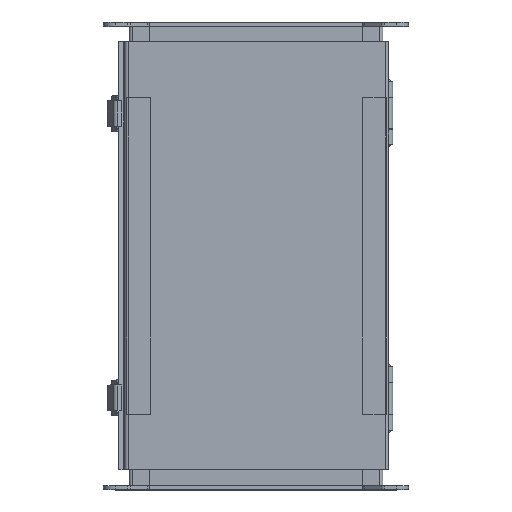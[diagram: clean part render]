
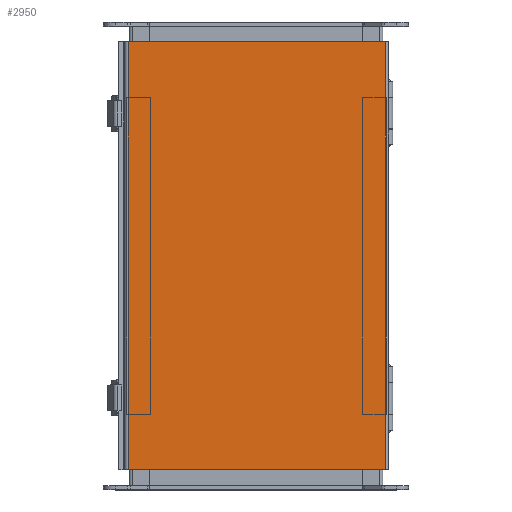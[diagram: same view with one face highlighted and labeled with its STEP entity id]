
A CAD part, top view. The second image highlights one B-rep face of the part: STEP entity #2950.
In plain terms, the highlighted planar face has unit normal (0, 0, 1).
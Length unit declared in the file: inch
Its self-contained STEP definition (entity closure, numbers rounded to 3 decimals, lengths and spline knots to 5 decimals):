
#57 = LINE ( 'NONE', #2250, #5905 ) ;
#77 = DIRECTION ( 'NONE',  ( -1., 0., 0. ) ) ;
#162 = VERTEX_POINT ( 'NONE', #7478 ) ;
#267 = EDGE_CURVE ( 'NONE', #7844, #6036, #6664, .T. ) ;
#593 = EDGE_CURVE ( 'NONE', #162, #3770, #57, .T. ) ;
#1063 = FACE_OUTER_BOUND ( 'NONE', #11708, .T. ) ;
#1091 = EDGE_CURVE ( 'NONE', #7844, #3770, #8077, .T. ) ;
#1642 = ORIENTED_EDGE ( 'NONE', *, *, #1091, .T. ) ;
#1818 = ORIENTED_EDGE ( 'NONE', *, *, #593, .F. ) ;
#2145 = ORIENTED_EDGE ( 'NONE', *, *, #8683, .F. ) ;
#2250 = CARTESIAN_POINT ( 'NONE',  ( 4.1145, 14.125, 8.172 ) ) ;
#2916 = LINE ( 'NONE', #4912, #7900 ) ;
#2950 = ADVANCED_FACE ( 'NONE', ( #1063 ), #10101, .T. ) ;
#3193 = CARTESIAN_POINT ( 'NONE',  ( 4.0785, 14.125, 8.172 ) ) ;
#3747 = CARTESIAN_POINT ( 'NONE',  ( -4.0355, 0.625, 8.172 ) ) ;
#3770 = VERTEX_POINT ( 'NONE', #11147 ) ;
#3924 = DIRECTION ( 'NONE',  ( 0., 1., 0. ) ) ;
#4912 = CARTESIAN_POINT ( 'NONE',  ( -4.0355, 14.125, 8.172 ) ) ;
#5134 = CARTESIAN_POINT ( 'NONE',  ( -4.0715, 14.125, 8.172 ) ) ;
#5457 = DIRECTION ( 'NONE',  ( -1., 0., 0. ) ) ;
#5656 = CARTESIAN_POINT ( 'NONE',  ( 4.0785, 0.625, 8.172 ) ) ;
#5905 = VECTOR ( 'NONE', #8400, 39.37008 ) ;
#6036 = VERTEX_POINT ( 'NONE', #3747 ) ;
#6366 = VECTOR ( 'NONE', #9285, 39.37008 ) ;
#6664 = LINE ( 'NONE', #5656, #12139 ) ;
#6708 = AXIS2_PLACEMENT_3D ( 'NONE', #5134, #9365, #77 ) ;
#7478 = CARTESIAN_POINT ( 'NONE',  ( -4.0355, 14.125, 8.172 ) ) ;
#7844 = VERTEX_POINT ( 'NONE', #11525 ) ;
#7900 = VECTOR ( 'NONE', #3924, 39.37008 ) ;
#8077 = LINE ( 'NONE', #3193, #6366 ) ;
#8400 = DIRECTION ( 'NONE',  ( 1., 0., 0. ) ) ;
#8683 = EDGE_CURVE ( 'NONE', #6036, #162, #2916, .T. ) ;
#9285 = DIRECTION ( 'NONE',  ( 0., 1., 0. ) ) ;
#9365 = DIRECTION ( 'NONE',  ( 0., 0., 1. ) ) ;
#10101 = PLANE ( 'NONE',  #6708 ) ;
#11147 = CARTESIAN_POINT ( 'NONE',  ( 4.0785, 14.125, 8.172 ) ) ;
#11403 = ORIENTED_EDGE ( 'NONE', *, *, #267, .F. ) ;
#11525 = CARTESIAN_POINT ( 'NONE',  ( 4.0785, 0.625, 8.172 ) ) ;
#11708 = EDGE_LOOP ( 'NONE', ( #1818, #2145, #11403, #1642 ) ) ;
#12139 = VECTOR ( 'NONE', #5457, 39.37008 ) ;
